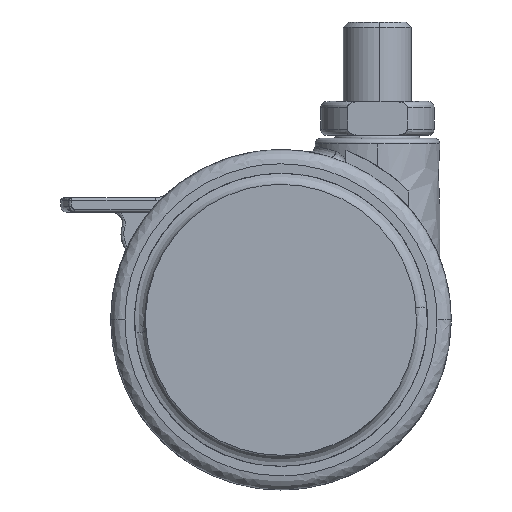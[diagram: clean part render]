
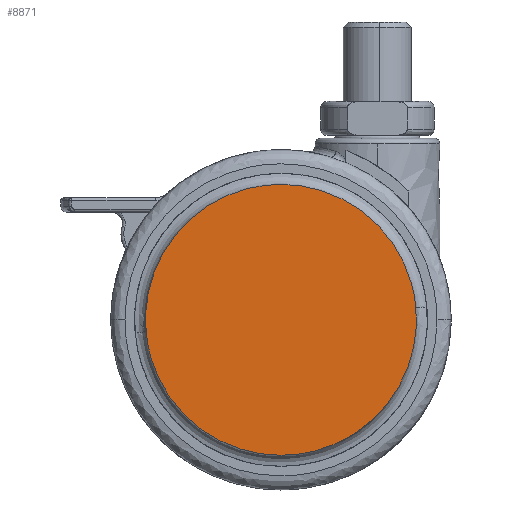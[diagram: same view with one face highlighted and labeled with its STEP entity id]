
A CAD part, front view. The second image highlights one B-rep face of the part: STEP entity #8871.
In plain terms, the highlighted free-form (B-spline) face has degree [1, 1] with [2, 2] control points.
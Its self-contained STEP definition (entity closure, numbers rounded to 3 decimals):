
#8800=CARTESIAN_POINT('',(-26.254,-22.8,-26.261));
#8801=CARTESIAN_POINT('',(-26.254,-22.8,26.261));
#8802=CARTESIAN_POINT('',(26.254,-22.8,-26.261));
#8803=CARTESIAN_POINT('',(26.254,-22.8,26.261));
#8804=B_SPLINE_SURFACE_WITH_KNOTS('',1,1,((#8800,#8802),(#8801,#8803)),.UNSPECIFIED.,.F.,.F.,.U.,(2,2),(2,2),(0.0,52.521),(0.0,52.508),.UNSPECIFIED.);
#8805=CARTESIAN_POINT('',(-23.783,-22.8,-2.097));
#8806=VERTEX_POINT('',#8805);
#8807=CARTESIAN_POINT('',(0.0,-22.8,23.876));
#8808=VERTEX_POINT('',#8807);
#8809=CARTESIAN_POINT('',(-23.783,-22.8,-2.097));
#8810=CARTESIAN_POINT('',(-23.876,-22.8,-1.051));
#8811=CARTESIAN_POINT('',(-23.876,-22.8,0.));
#8812=CARTESIAN_POINT('',(-23.876,-22.8,23.876));
#8813=CARTESIAN_POINT('',(0.0,-22.8,23.876));
#8821=(BOUNDED_CURVE()B_SPLINE_CURVE(2,(#8809,#8810,#8811,#8812,#8813),.UNSPECIFIED.,.F.,.U.)B_SPLINE_CURVE_WITH_KNOTS((3,2,3),(0.735,0.75,1.0),.UNSPECIFIED.)CURVE()GEOMETRIC_REPRESENTATION_ITEM()RATIONAL_B_SPLINE_CURVE((0.966,0.982,1.0,0.707,1.0))REPRESENTATION_ITEM(''));
#8822=EDGE_CURVE('',#8806,#8808,#8821,.T.);
#8823=ORIENTED_EDGE('',*,*,#8822,.F.);
#8824=CARTESIAN_POINT('',(0.0,-22.8,-23.876));
#8825=VERTEX_POINT('',#8824);
#8826=CARTESIAN_POINT('',(0.0,-22.8,-23.876));
#8827=CARTESIAN_POINT('',(-21.863,-22.8,-23.876));
#8828=CARTESIAN_POINT('',(-23.783,-22.8,-2.097));
#8836=(BOUNDED_CURVE()B_SPLINE_CURVE(2,(#8826,#8827,#8828),.UNSPECIFIED.,.F.,.U.)B_SPLINE_CURVE_WITH_KNOTS((3,3),(0.5,0.735),.UNSPECIFIED.)CURVE()GEOMETRIC_REPRESENTATION_ITEM()RATIONAL_B_SPLINE_CURVE((1.0,0.725,0.966))REPRESENTATION_ITEM(''));
#8837=EDGE_CURVE('',#8825,#8806,#8836,.T.);
#8838=ORIENTED_EDGE('',*,*,#8837,.F.);
#8839=CARTESIAN_POINT('',(23.783,-22.8,2.097));
#8840=VERTEX_POINT('',#8839);
#8841=CARTESIAN_POINT('',(23.783,-22.8,2.097));
#8842=CARTESIAN_POINT('',(23.876,-22.8,1.051));
#8843=CARTESIAN_POINT('',(23.876,-22.8,0.));
#8844=CARTESIAN_POINT('',(23.876,-22.8,-23.876));
#8845=CARTESIAN_POINT('',(0.0,-22.8,-23.876));
#8853=(BOUNDED_CURVE()B_SPLINE_CURVE(2,(#8841,#8842,#8843,#8844,#8845),.UNSPECIFIED.,.F.,.U.)B_SPLINE_CURVE_WITH_KNOTS((3,2,3),(0.235,0.25,0.5),.UNSPECIFIED.)CURVE()GEOMETRIC_REPRESENTATION_ITEM()RATIONAL_B_SPLINE_CURVE((0.966,0.982,1.0,0.707,1.0))REPRESENTATION_ITEM(''));
#8854=EDGE_CURVE('',#8840,#8825,#8853,.T.);
#8855=ORIENTED_EDGE('',*,*,#8854,.F.);
#8856=CARTESIAN_POINT('',(0.0,-22.8,23.876));
#8857=CARTESIAN_POINT('',(21.863,-22.8,23.876));
#8858=CARTESIAN_POINT('',(23.783,-22.8,2.097));
#8866=(BOUNDED_CURVE()B_SPLINE_CURVE(2,(#8856,#8857,#8858),.UNSPECIFIED.,.F.,.U.)B_SPLINE_CURVE_WITH_KNOTS((3,3),(0.0,0.235),.UNSPECIFIED.)CURVE()GEOMETRIC_REPRESENTATION_ITEM()RATIONAL_B_SPLINE_CURVE((1.0,0.725,0.966))REPRESENTATION_ITEM(''));
#8867=EDGE_CURVE('',#8808,#8840,#8866,.T.);
#8868=ORIENTED_EDGE('',*,*,#8867,.F.);
#8869=EDGE_LOOP('',(#8823,#8838,#8855,#8868));
#8870=FACE_OUTER_BOUND('',#8869,.T.);
#8871=ADVANCED_FACE('',(#8870),#8804,.F.);
